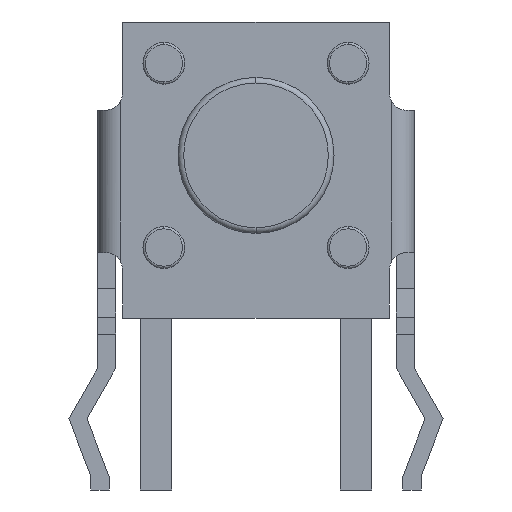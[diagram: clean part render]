
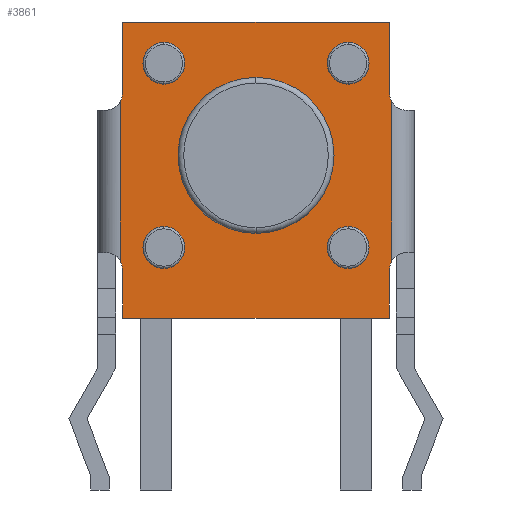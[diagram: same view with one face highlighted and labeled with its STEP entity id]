
A CAD part, left-side view. The second image highlights one B-rep face of the part: STEP entity #3861.
In plain terms, the highlighted planar face has unit normal (-1, 0, 0).
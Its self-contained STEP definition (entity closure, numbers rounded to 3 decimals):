
#1237=CARTESIAN_POINT('',(-2.616,-2.997,5.41));
#1238=VERTEX_POINT('',#1237);
#1255=CARTESIAN_POINT('',(-2.616,-2.997,7.01));
#1256=VERTEX_POINT('',#1255);
#1263=CARTESIAN_POINT('',(-2.616,-2.997,7.01));
#1264=DIRECTION('',(0.0,0.0,-1.0));
#1265=VECTOR('',#1264,1.6);
#1266=LINE('',#1263,#1265);
#1267=EDGE_CURVE('',#1256,#1238,#1266,.T.);
#1277=CARTESIAN_POINT('',(-2.616,2.997,5.41));
#1278=VERTEX_POINT('',#1277);
#1287=CARTESIAN_POINT('',(-2.616,2.997,7.01));
#1288=VERTEX_POINT('',#1287);
#1289=CARTESIAN_POINT('',(-2.616,2.997,5.41));
#1290=DIRECTION('',(0.0,0.0,1.0));
#1291=VECTOR('',#1290,1.6);
#1292=LINE('',#1289,#1291);
#1293=EDGE_CURVE('',#1278,#1288,#1292,.T.);
#1318=CARTESIAN_POINT('',(-2.616,2.997,7.01));
#1319=DIRECTION('',(0.0,-1.0,0.0));
#1320=VECTOR('',#1319,5.994);
#1321=LINE('',#1318,#1320);
#1322=EDGE_CURVE('',#1288,#1256,#1321,.T.);
#2150=CARTESIAN_POINT('',(-2.616,-2.997,1.448));
#2151=VERTEX_POINT('',#2150);
#2152=CARTESIAN_POINT('',(-2.616,-3.048,1.638));
#2153=VERTEX_POINT('',#2152);
#2154=CARTESIAN_POINT('',(-2.616,-3.378,1.448));
#2155=DIRECTION('',(1.0,0.0,0.0));
#2156=DIRECTION('',(0.0,1.0,0.0));
#2157=AXIS2_PLACEMENT_3D('',#2154,#2155,#2156);
#2158=CIRCLE('',#2157,0.381);
#2159=EDGE_CURVE('',#2151,#2153,#2158,.T.);
#2209=CARTESIAN_POINT('',(-2.616,2.997,0.356));
#2210=VERTEX_POINT('',#2209);
#2227=CARTESIAN_POINT('',(-2.616,-2.997,0.356));
#2228=VERTEX_POINT('',#2227);
#2235=CARTESIAN_POINT('',(-2.616,2.997,0.356));
#2236=DIRECTION('',(0.0,-1.0,0.0));
#2237=VECTOR('',#2236,5.994);
#2238=LINE('',#2235,#2237);
#2239=EDGE_CURVE('',#2210,#2228,#2238,.T.);
#2249=CARTESIAN_POINT('',(-2.616,3.048,5.22));
#2250=VERTEX_POINT('',#2249);
#2251=CARTESIAN_POINT('',(-2.616,3.378,5.41));
#2252=DIRECTION('',(1.0,0.0,0.0));
#2253=DIRECTION('',(0.0,-1.0,0.0));
#2254=AXIS2_PLACEMENT_3D('',#2251,#2252,#2253);
#2255=CIRCLE('',#2254,0.381);
#2256=EDGE_CURVE('',#1278,#2250,#2255,.T.);
#3308=CARTESIAN_POINT('',(-2.616,2.997,1.448));
#3309=VERTEX_POINT('',#3308);
#3316=CARTESIAN_POINT('',(-2.616,3.048,1.638));
#3317=VERTEX_POINT('',#3316);
#3318=CARTESIAN_POINT('',(-2.616,3.378,1.448));
#3319=DIRECTION('',(1.0,0.,0.));
#3320=DIRECTION('',(0.,-0.867,0.499));
#3321=AXIS2_PLACEMENT_3D('',#3318,#3319,#3320);
#3322=CIRCLE('',#3321,0.381);
#3323=EDGE_CURVE('',#3317,#3309,#3322,.T.);
#3357=CARTESIAN_POINT('',(-2.616,3.048,5.22));
#3358=DIRECTION('',(0.0,0.0,-1.0));
#3359=VECTOR('',#3358,3.582);
#3360=LINE('',#3357,#3359);
#3361=EDGE_CURVE('',#2250,#3317,#3360,.T.);
#3430=CARTESIAN_POINT('',(-2.616,2.997,1.448));
#3431=DIRECTION('',(0.0,0.0,-1.0));
#3432=VECTOR('',#3431,1.092);
#3433=LINE('',#3430,#3432);
#3434=EDGE_CURVE('',#3309,#2210,#3433,.T.);
#3782=CARTESIAN_POINT('',(-2.616,-3.048,5.22));
#3783=VERTEX_POINT('',#3782);
#3784=CARTESIAN_POINT('',(-2.616,-3.378,5.41));
#3785=DIRECTION('',(1.0,0.,0.));
#3786=DIRECTION('',(0.,0.867,-0.499));
#3787=AXIS2_PLACEMENT_3D('',#3784,#3785,#3786);
#3788=CIRCLE('',#3787,0.381);
#3789=EDGE_CURVE('',#3783,#1238,#3788,.T.);
#3823=CARTESIAN_POINT('',(-2.616,-3.048,1.638));
#3824=DIRECTION('',(0.0,0.0,1.0));
#3825=VECTOR('',#3824,3.582);
#3826=LINE('',#3823,#3825);
#3827=EDGE_CURVE('',#2153,#3783,#3826,.T.);
#3837=CARTESIAN_POINT('',(-2.616,3.353,0.023));
#3838=DIRECTION('',(-1.0,0.0,0.0));
#3839=DIRECTION('',(0.0,-1.0,0.0));
#3840=AXIS2_PLACEMENT_3D('',#3837,#3838,#3839);
#3841=PLANE('',#3840);
#3842=ORIENTED_EDGE('',*,*,#1267,.F.);
#3843=ORIENTED_EDGE('',*,*,#1322,.F.);
#3844=ORIENTED_EDGE('',*,*,#1293,.F.);
#3845=ORIENTED_EDGE('',*,*,#2256,.T.);
#3846=ORIENTED_EDGE('',*,*,#3361,.T.);
#3847=ORIENTED_EDGE('',*,*,#3323,.T.);
#3848=ORIENTED_EDGE('',*,*,#3434,.T.);
#3849=ORIENTED_EDGE('',*,*,#2239,.T.);
#3850=CARTESIAN_POINT('',(-2.616,-2.997,0.356));
#3851=DIRECTION('',(0.0,0.0,1.0));
#3852=VECTOR('',#3851,1.092);
#3853=LINE('',#3850,#3852);
#3854=EDGE_CURVE('',#2228,#2151,#3853,.T.);
#3855=ORIENTED_EDGE('',*,*,#3854,.T.);
#3856=ORIENTED_EDGE('',*,*,#2159,.T.);
#3857=ORIENTED_EDGE('',*,*,#3827,.T.);
#3858=ORIENTED_EDGE('',*,*,#3789,.T.);
#3859=EDGE_LOOP('',(#3842,#3843,#3844,#3845,#3846,#3847,#3848,#3849,#3855,#3856,#3857,#3858));
#3860=FACE_OUTER_BOUND('',#3859,.T.);
#3861=ADVANCED_FACE('',(#3860),#3841,.T.);
